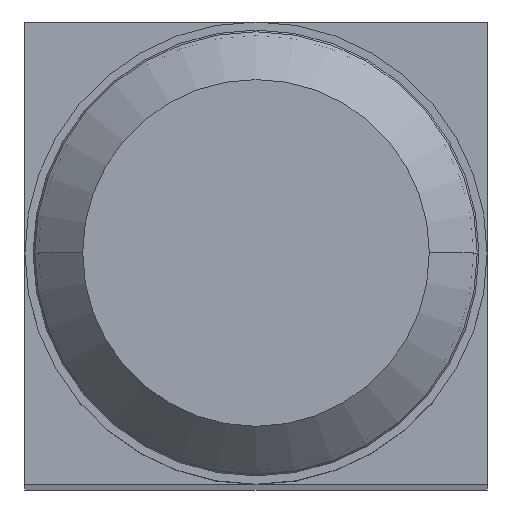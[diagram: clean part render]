
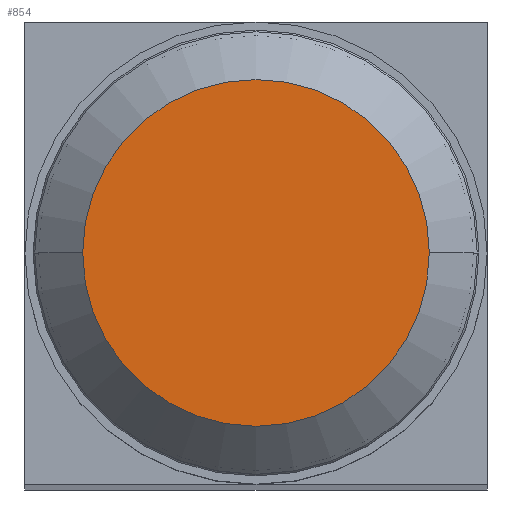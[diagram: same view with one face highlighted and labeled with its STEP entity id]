
A CAD part, top view. The second image highlights one B-rep face of the part: STEP entity #854.
In plain terms, the highlighted planar face has unit normal (0, 0, 1).
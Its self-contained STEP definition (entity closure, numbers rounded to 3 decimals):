
#258=CARTESIAN_POINT('',(4.,4.,59.));
#259=DIRECTION('',(0.,0.,1.));
#260=DIRECTION('',(1.,0.,0.));
#261=AXIS2_PLACEMENT_3D('',#258,#259,#260);
#263=CARTESIAN_POINT('',(4.,4.,59.));
#264=DIRECTION('',(0.,0.,1.));
#265=DIRECTION('',(-1.,0.,0.));
#266=AXIS2_PLACEMENT_3D('',#263,#264,#265);
#349=CARTESIAN_POINT('',(7.,4.,59.));
#350=CARTESIAN_POINT('',(1.,4.,59.));
#351=VERTEX_POINT('',#349);
#352=VERTEX_POINT('',#350);
#845=CARTESIAN_POINT('',(0.,0.,59.));
#846=DIRECTION('',(0.,0.,1.));
#847=DIRECTION('',(1.,0.,0.));
#848=AXIS2_PLACEMENT_3D('',#845,#846,#847);
#849=PLANE('',#848);
#850=ORIENTED_EDGE('',*,*,#801,.F.);
#851=ORIENTED_EDGE('',*,*,#827,.F.);
#852=EDGE_LOOP('',(#850,#851));
#853=FACE_OUTER_BOUND('',#852,.F.);
#854=ADVANCED_FACE('',(#853),#849,.T.);
#262=CIRCLE('',#261,3.);
#267=CIRCLE('',#266,3.);
#801=EDGE_CURVE('',#351,#352,#262,.T.);
#827=EDGE_CURVE('',#352,#351,#267,.T.);
